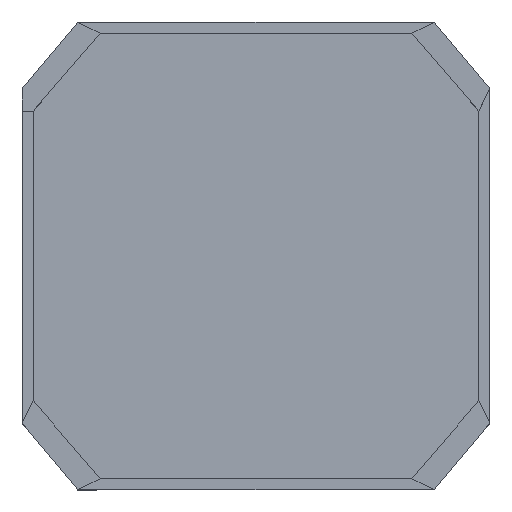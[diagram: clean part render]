
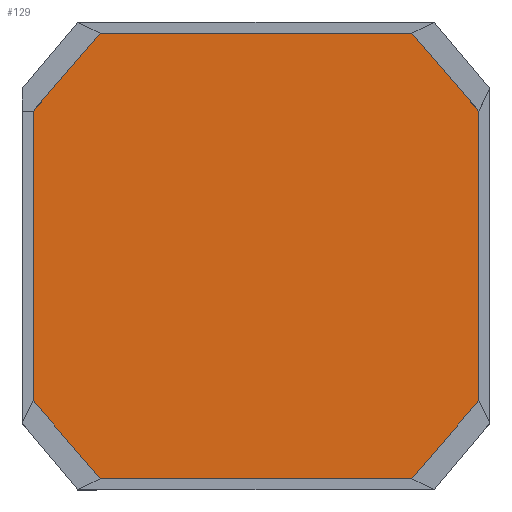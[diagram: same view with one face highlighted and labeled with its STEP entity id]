
A CAD part, top view. The second image highlights one B-rep face of the part: STEP entity #129.
In plain terms, the highlighted planar face has unit normal (0, 0, 1).
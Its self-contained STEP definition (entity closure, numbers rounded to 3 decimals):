
#74 = LINE ( 'NONE', #1344, #1071 ) ;
#75 = EDGE_CURVE ( 'NONE', #447, #1055, #770, .T. ) ;
#81 = VERTEX_POINT ( 'NONE', #1520 ) ;
#89 = ORIENTED_EDGE ( 'NONE', *, *, #75, .T. ) ;
#114 = CARTESIAN_POINT ( 'NONE',  ( -14., -20., 8. ) ) ;
#127 = LINE ( 'NONE', #1372, #1508 ) ;
#129 = ADVANCED_FACE ( 'NONE', ( #1033 ), #392, .F. ) ;
#132 = CARTESIAN_POINT ( 'NONE',  ( 14., -20., 8. ) ) ;
#160 = DIRECTION ( 'NONE',  ( -1., 0., 0. ) ) ;
#163 = ORIENTED_EDGE ( 'NONE', *, *, #587, .T. ) ;
#211 = DIRECTION ( 'NONE',  ( 1., 0., 0. ) ) ;
#215 = VECTOR ( 'NONE', #1451, 1000. ) ;
#221 = VECTOR ( 'NONE', #864, 1000. ) ;
#235 = VERTEX_POINT ( 'NONE', #1466 ) ;
#299 = CARTESIAN_POINT ( 'NONE',  ( -14., -20., 8. ) ) ;
#336 = LINE ( 'NONE', #299, #761 ) ;
#346 = VERTEX_POINT ( 'NONE', #1538 ) ;
#367 = VECTOR ( 'NONE', #466, 1000. ) ;
#390 = CARTESIAN_POINT ( 'NONE',  ( -14., 20., 8. ) ) ;
#392 = PLANE ( 'NONE',  #496 ) ;
#393 = EDGE_CURVE ( 'NONE', #581, #346, #74, .T. ) ;
#403 = EDGE_CURVE ( 'NONE', #235, #447, #1562, .T. ) ;
#424 = CARTESIAN_POINT ( 'NONE',  ( -14., 20., 8. ) ) ;
#438 = ORIENTED_EDGE ( 'NONE', *, *, #393, .T. ) ;
#447 = VERTEX_POINT ( 'NONE', #821 ) ;
#466 = DIRECTION ( 'NONE',  ( -0.651, 0.759, 0. ) ) ;
#490 = EDGE_LOOP ( 'NONE', ( #815, #163, #506, #438, #1223, #1393, #548, #89 ) ) ;
#496 = AXIS2_PLACEMENT_3D ( 'NONE', #909, #1436, #160 ) ;
#506 = ORIENTED_EDGE ( 'NONE', *, *, #1177, .T. ) ;
#515 = DIRECTION ( 'NONE',  ( -1., 0., 0. ) ) ;
#548 = ORIENTED_EDGE ( 'NONE', *, *, #403, .T. ) ;
#581 = VERTEX_POINT ( 'NONE', #114 ) ;
#587 = EDGE_CURVE ( 'NONE', #1002, #81, #1513, .T. ) ;
#590 = VECTOR ( 'NONE', #1162, 1000. ) ;
#597 = EDGE_CURVE ( 'NONE', #1417, #235, #127, .T. ) ;
#622 = DIRECTION ( 'NONE',  ( 0., 1., 0. ) ) ;
#761 = VECTOR ( 'NONE', #963, 1000. ) ;
#766 = CARTESIAN_POINT ( 'NONE',  ( -20., 13.005, 8. ) ) ;
#770 = LINE ( 'NONE', #390, #1489 ) ;
#773 = LINE ( 'NONE', #132, #590 ) ;
#815 = ORIENTED_EDGE ( 'NONE', *, *, #1179, .T. ) ;
#821 = CARTESIAN_POINT ( 'NONE',  ( 14., 20., 8. ) ) ;
#864 = DIRECTION ( 'NONE',  ( 0., -1., 0. ) ) ;
#873 = EDGE_CURVE ( 'NONE', #346, #1417, #773, .T. ) ;
#909 = CARTESIAN_POINT ( 'NONE',  ( 0., 0., 8. ) ) ;
#963 = DIRECTION ( 'NONE',  ( 0.651, -0.759, 0. ) ) ;
#972 = LINE ( 'NONE', #1471, #215 ) ;
#1002 = VERTEX_POINT ( 'NONE', #766 ) ;
#1033 = FACE_OUTER_BOUND ( 'NONE', #490, .T. ) ;
#1055 = VERTEX_POINT ( 'NONE', #424 ) ;
#1070 = CARTESIAN_POINT ( 'NONE',  ( 14., 20., 8. ) ) ;
#1071 = VECTOR ( 'NONE', #211, 1000. ) ;
#1133 = CARTESIAN_POINT ( 'NONE',  ( -20., 13.005, 8. ) ) ;
#1162 = DIRECTION ( 'NONE',  ( 0.651, 0.759, 0. ) ) ;
#1177 = EDGE_CURVE ( 'NONE', #81, #581, #336, .T. ) ;
#1179 = EDGE_CURVE ( 'NONE', #1055, #1002, #972, .T. ) ;
#1223 = ORIENTED_EDGE ( 'NONE', *, *, #873, .T. ) ;
#1307 = CARTESIAN_POINT ( 'NONE',  ( 20., -13.005, 8. ) ) ;
#1344 = CARTESIAN_POINT ( 'NONE',  ( -14., -20., 8. ) ) ;
#1372 = CARTESIAN_POINT ( 'NONE',  ( 20., 13.005, 8. ) ) ;
#1393 = ORIENTED_EDGE ( 'NONE', *, *, #597, .T. ) ;
#1417 = VERTEX_POINT ( 'NONE', #1307 ) ;
#1436 = DIRECTION ( 'NONE',  ( 0., 0., -1. ) ) ;
#1451 = DIRECTION ( 'NONE',  ( -0.651, -0.759, 0. ) ) ;
#1466 = CARTESIAN_POINT ( 'NONE',  ( 20., 13.005, 8. ) ) ;
#1471 = CARTESIAN_POINT ( 'NONE',  ( -14., 20., 8. ) ) ;
#1489 = VECTOR ( 'NONE', #515, 1000. ) ;
#1508 = VECTOR ( 'NONE', #622, 1000. ) ;
#1513 = LINE ( 'NONE', #1133, #221 ) ;
#1520 = CARTESIAN_POINT ( 'NONE',  ( -20., -13.005, 8. ) ) ;
#1538 = CARTESIAN_POINT ( 'NONE',  ( 14., -20., 8. ) ) ;
#1562 = LINE ( 'NONE', #1070, #367 ) ;
